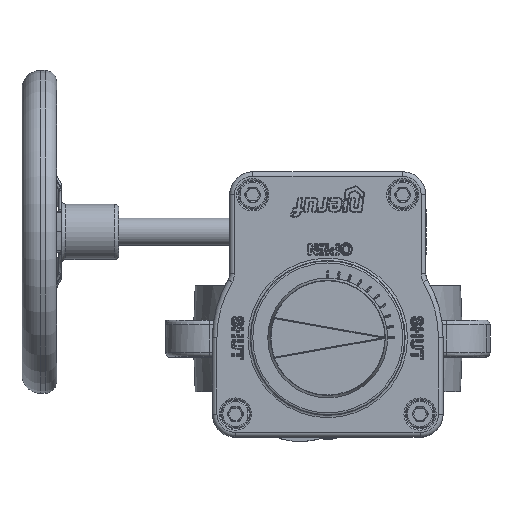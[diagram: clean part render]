
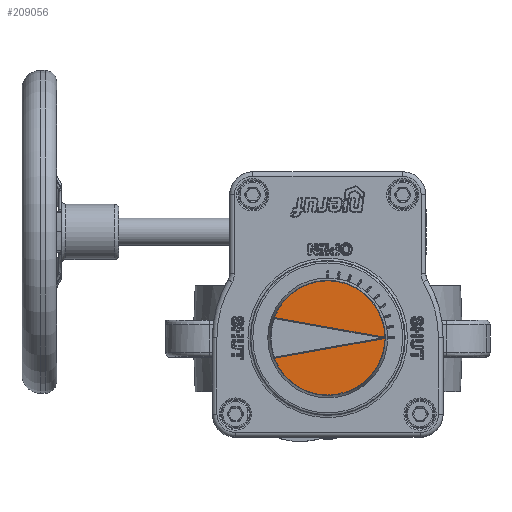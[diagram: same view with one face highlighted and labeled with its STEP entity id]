
A CAD part, top view. The second image highlights one B-rep face of the part: STEP entity #209056.
In plain terms, the highlighted planar face has unit normal (0, 0, 1).
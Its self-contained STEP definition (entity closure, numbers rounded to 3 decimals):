
#208988=CARTESIAN_POINT('',(-0.063,0.,219.02));
#208989=DIRECTION('',(0.,0.,1.));
#208990=DIRECTION('',(0.,-1.,0.));
#208991=AXIS2_PLACEMENT_3D('',#208988,#208989,#208990);
#208992=PLANE('',#208991);
#208993=CARTESIAN_POINT('',(-23.193,-8.82,219.02));
#208994=VERTEX_POINT('',#208993);
#208995=CARTESIAN_POINT('',(-0.063,-24.755,219.02));
#208996=VERTEX_POINT('',#208995);
#208997=CARTESIAN_POINT('',(-0.063,0.,219.02));
#208998=DIRECTION('',(0.,0.,1.));
#208999=DIRECTION('',(0.,-1.,0.));
#209000=AXIS2_PLACEMENT_3D('',#208997,#208998,#208999);
#209001=CIRCLE('',#209000,24.755);
#209002=EDGE_CURVE('',#208994,#208996,#209001,.T.);
#209003=ORIENTED_EDGE('',*,*,#209002,.T.);
#209004=CARTESIAN_POINT('',(24.692,0.,219.02));
#209005=VERTEX_POINT('',#209004);
#209006=CARTESIAN_POINT('',(-0.063,0.,219.02));
#209007=DIRECTION('',(0.,0.,1.));
#209008=DIRECTION('',(0.,-1.,0.));
#209009=AXIS2_PLACEMENT_3D('',#209006,#209007,#209008);
#209010=CIRCLE('',#209009,24.755);
#209011=EDGE_CURVE('',#208996,#209005,#209010,.T.);
#209012=ORIENTED_EDGE('',*,*,#209011,.T.);
#209013=CARTESIAN_POINT('',(-0.063,24.755,219.02));
#209014=VERTEX_POINT('',#209013);
#209015=CARTESIAN_POINT('',(-0.063,0.,219.02));
#209016=DIRECTION('',(0.,0.,1.));
#209017=DIRECTION('',(0.,-1.,0.));
#209018=AXIS2_PLACEMENT_3D('',#209015,#209016,#209017);
#209019=CIRCLE('',#209018,24.755);
#209020=EDGE_CURVE('',#209005,#209014,#209019,.T.);
#209021=ORIENTED_EDGE('',*,*,#209020,.T.);
#209022=CARTESIAN_POINT('',(-23.193,8.82,219.02));
#209023=VERTEX_POINT('',#209022);
#209024=CARTESIAN_POINT('',(-0.063,0.,219.02));
#209025=DIRECTION('',(0.,0.,1.));
#209026=DIRECTION('',(0.,-1.,0.));
#209027=AXIS2_PLACEMENT_3D('',#209024,#209025,#209026);
#209028=CIRCLE('',#209027,24.755);
#209029=EDGE_CURVE('',#209014,#209023,#209028,.T.);
#209030=ORIENTED_EDGE('',*,*,#209029,.T.);
#209031=CARTESIAN_POINT('',(24.429,0.308,219.02));
#209032=VERTEX_POINT('',#209031);
#209033=CARTESIAN_POINT('',(-23.193,8.82,219.02));
#209034=DIRECTION('',(0.984,-0.176,0.));
#209035=VECTOR('',#209034,48.377);
#209036=LINE('',#209033,#209035);
#209037=EDGE_CURVE('',#209023,#209032,#209036,.T.);
#209038=ORIENTED_EDGE('',*,*,#209037,.T.);
#209039=CARTESIAN_POINT('',(24.429,-0.308,219.02));
#209040=VERTEX_POINT('',#209039);
#209041=CARTESIAN_POINT('',(24.374,0.,219.02));
#209042=DIRECTION('',(-0.,-0.,-1.));
#209043=DIRECTION('',(0.,-1.,0.));
#209044=AXIS2_PLACEMENT_3D('',#209041,#209042,#209043);
#209045=CIRCLE('',#209044,0.313);
#209046=EDGE_CURVE('',#209032,#209040,#209045,.T.);
#209047=ORIENTED_EDGE('',*,*,#209046,.T.);
#209048=CARTESIAN_POINT('',(24.429,-0.308,219.02));
#209049=DIRECTION('',(-0.984,-0.176,0.));
#209050=VECTOR('',#209049,48.377);
#209051=LINE('',#209048,#209050);
#209052=EDGE_CURVE('',#209040,#208994,#209051,.T.);
#209053=ORIENTED_EDGE('',*,*,#209052,.T.);
#209054=EDGE_LOOP('',(#209003,#209012,#209021,#209030,#209038,#209047,#209053));
#209055=FACE_BOUND('',#209054,.T.);
#209056=ADVANCED_FACE('',(#209055),#208992,.T.);
